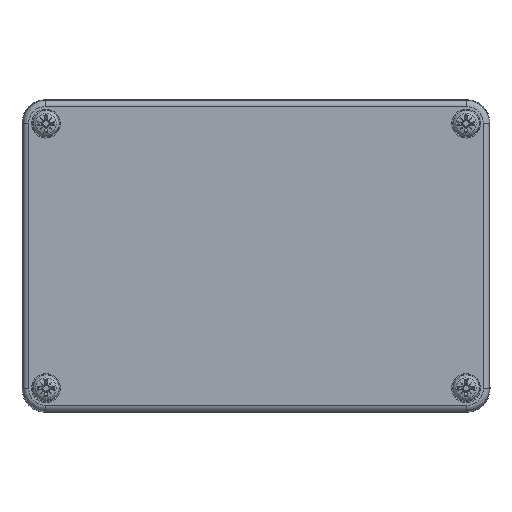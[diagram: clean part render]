
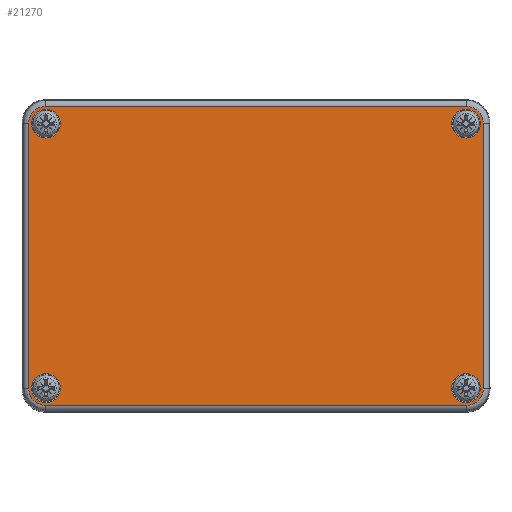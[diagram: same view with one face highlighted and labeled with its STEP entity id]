
A CAD part, top view. The second image highlights one B-rep face of the part: STEP entity #21270.
In plain terms, the highlighted planar face has unit normal (0, 0, 1).
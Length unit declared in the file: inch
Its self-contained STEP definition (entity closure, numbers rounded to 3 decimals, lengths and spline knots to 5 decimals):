
#100 = AXIS2_PLACEMENT_3D ( 'NONE', #36663, #56398, #30975 ) ;
#818 = EDGE_CURVE ( 'NONE', #27802, #29062, #16716, .T. ) ;
#1245 = DIRECTION ( 'NONE',  ( 0., -1., 0. ) ) ;
#1697 = ORIENTED_EDGE ( 'NONE', *, *, #818, .F. ) ;
#1841 = CIRCLE ( 'NONE', #69751, 0.14567 ) ;
#1946 = CARTESIAN_POINT ( 'NONE',  ( -2.13189, 1.51237, 0.59055 ) ) ;
#5360 = LINE ( 'NONE', #55705, #53792 ) ;
#5946 = EDGE_CURVE ( 'NONE', #72887, #72887, #40158, .T. ) ;
#7376 = ORIENTED_EDGE ( 'NONE', *, *, #80108, .F. ) ;
#11193 = VERTEX_POINT ( 'NONE', #30860 ) ;
#11589 = FACE_BOUND ( 'NONE', #79036, .T. ) ;
#12504 = ORIENTED_EDGE ( 'NONE', *, *, #67892, .F. ) ;
#13092 = CARTESIAN_POINT ( 'NONE',  ( 2.12598, 1.33858, 0.59055 ) ) ;
#13640 = FACE_BOUND ( 'NONE', #55566, .T. ) ;
#13655 = CARTESIAN_POINT ( 'NONE',  ( -2.13189, -1.51237, 0.59055 ) ) ;
#14555 =( BOUNDED_CURVE ( )  B_SPLINE_CURVE ( 3, ( #78125, #58099, #83858, #71143 ),
 .UNSPECIFIED., .F., .T. ) 
 B_SPLINE_CURVE_WITH_KNOTS ( ( 4, 4 ),
 ( 0., 1. ),
 .UNSPECIFIED. ) 
 CURVE ( )  GEOMETRIC_REPRESENTATION_ITEM ( )  RATIONAL_B_SPLINE_CURVE ( ( 1., 0.805, 0.805, 1. ) ) 
 REPRESENTATION_ITEM ( '' )  );
#14672 = CARTESIAN_POINT ( 'NONE',  ( -2.29977, -1.34449, 0.59055 ) ) ;
#15188 = CARTESIAN_POINT ( 'NONE',  ( -2.29977, -1.44283, 0.59055 ) ) ;
#15560 = ORIENTED_EDGE ( 'NONE', *, *, #58584, .F. ) ;
#16716 = LINE ( 'NONE', #19144, #52074 ) ;
#16785 = DIRECTION ( 'NONE',  ( 1., 0., 0. ) ) ;
#16939 = DIRECTION ( 'NONE',  ( 0., 0., 1. ) ) ;
#16987 = CARTESIAN_POINT ( 'NONE',  ( 2.29977, -1.34449, 0.59055 ) ) ;
#18134 = EDGE_CURVE ( 'NONE', #11193, #11193, #51150, .T. ) ;
#18290 = VERTEX_POINT ( 'NONE', #24672 ) ;
#19144 = CARTESIAN_POINT ( 'NONE',  ( 0., -1.51237, 0.59055 ) ) ;
#19429 = DIRECTION ( 'NONE',  ( 0., 0., 1. ) ) ;
#19689 = CARTESIAN_POINT ( 'NONE',  ( -2.29977, 0., 0.59055 ) ) ;
#19903 = CARTESIAN_POINT ( 'NONE',  ( 2.29977, 0., 0.59055 ) ) ;
#19948 = CARTESIAN_POINT ( 'NONE',  ( 2.13189, 1.51237, 0.59055 ) ) ;
#20242 = EDGE_CURVE ( 'NONE', #18290, #18290, #1841, .T. ) ;
#21270 = ADVANCED_FACE ( 'NONE', ( #13640, #77281, #65134, #11589, #61129 ), #56970, .F. ) ;
#22081 = EDGE_LOOP ( 'NONE', ( #67542 ) ) ;
#22312 = CARTESIAN_POINT ( 'NONE',  ( 2.13189, 1.51237, 0.59055 ) ) ;
#23416 = DIRECTION ( 'NONE',  ( -1., 0., 0. ) ) ;
#23740 = EDGE_CURVE ( 'NONE', #64701, #64701, #73821, .T. ) ;
#23802 = CARTESIAN_POINT ( 'NONE',  ( 2.13189, -1.51237, 0.59055 ) ) ;
#23964 = CARTESIAN_POINT ( 'NONE',  ( 2.29977, 1.34449, 0.59055 ) ) ;
#24508 = VERTEX_POINT ( 'NONE', #1946 ) ;
#24672 = CARTESIAN_POINT ( 'NONE',  ( -2.27165, -1.33858, 0.59055 ) ) ;
#25596 = DIRECTION ( 'NONE',  ( 0., 1., 0. ) ) ;
#26332 = AXIS2_PLACEMENT_3D ( 'NONE', #13092, #58231, #29665 ) ;
#27802 = VERTEX_POINT ( 'NONE', #23802 ) ;
#27892 = EDGE_LOOP ( 'NONE', ( #7376, #52125, #12504, #77736, #72037, #77219, #15560, #1697 ) ) ;
#28149 = CARTESIAN_POINT ( 'NONE',  ( -2.13189, 1.51237, 0.59055 ) ) ;
#28422 = CARTESIAN_POINT ( 'NONE',  ( 1.98031, -1.33858, 0.59055 ) ) ;
#29062 = VERTEX_POINT ( 'NONE', #13655 ) ;
#29392 = VERTEX_POINT ( 'NONE', #14672 ) ;
#29665 = DIRECTION ( 'NONE',  ( -1., 0., 0. ) ) ;
#30860 = CARTESIAN_POINT ( 'NONE',  ( -2.27165, 1.33858, 0.59055 ) ) ;
#30975 = DIRECTION ( 'NONE',  ( -1., 0., 0. ) ) ;
#32114 = DIRECTION ( 'NONE',  ( -1., 0., 0. ) ) ;
#33815 = CARTESIAN_POINT ( 'NONE',  ( -2.13189, -1.51237, 0.59055 ) ) ;
#35468 = AXIS2_PLACEMENT_3D ( 'NONE', #82699, #19429, #50442 ) ;
#35796 = DIRECTION ( 'NONE',  ( 0., 0., 1. ) ) ;
#36663 = CARTESIAN_POINT ( 'NONE',  ( 0., 0., 0.59055 ) ) ;
#40158 = CIRCLE ( 'NONE', #83144, 0.14567 ) ;
#40813 = EDGE_CURVE ( 'NONE', #24508, #74456, #5360, .T. ) ;
#45865 = EDGE_CURVE ( 'NONE', #58316, #65074, #58931, .T. ) ;
#49060 = CARTESIAN_POINT ( 'NONE',  ( -2.12598, -1.33858, 0.59055 ) ) ;
#49190 = ORIENTED_EDGE ( 'NONE', *, *, #18134, .F. ) ;
#49858 =( BOUNDED_CURVE ( )  B_SPLINE_CURVE ( 3, ( #22312, #67475, #79609, #73716 ),
 .UNSPECIFIED., .F., .T. ) 
 B_SPLINE_CURVE_WITH_KNOTS ( ( 4, 4 ),
 ( 0., 1. ),
 .UNSPECIFIED. ) 
 CURVE ( )  GEOMETRIC_REPRESENTATION_ITEM ( )  RATIONAL_B_SPLINE_CURVE ( ( 1., 0.805, 0.805, 1. ) ) 
 REPRESENTATION_ITEM ( '' )  );
#50442 = DIRECTION ( 'NONE',  ( -1., 0., 0. ) ) ;
#51150 = CIRCLE ( 'NONE', #35468, 0.14567 ) ;
#52074 = VECTOR ( 'NONE', #32114, 39.37008 ) ;
#52125 = ORIENTED_EDGE ( 'NONE', *, *, #45865, .F. ) ;
#53792 = VECTOR ( 'NONE', #16785, 39.37008 ) ;
#53864 = CARTESIAN_POINT ( 'NONE',  ( -2.29977, 1.44283, 0.59055 ) ) ;
#54123 = CARTESIAN_POINT ( 'NONE',  ( -2.23023, 1.51237, 0.59055 ) ) ;
#54631 = CARTESIAN_POINT ( 'NONE',  ( -2.29977, -1.34449, 0.59055 ) ) ;
#55471 = EDGE_LOOP ( 'NONE', ( #49190 ) ) ;
#55566 = EDGE_LOOP ( 'NONE', ( #57483 ) ) ;
#55705 = CARTESIAN_POINT ( 'NONE',  ( 0., 1.51237, 0.59055 ) ) ;
#56398 = DIRECTION ( 'NONE',  ( 0., 0., -1. ) ) ;
#56849 = CARTESIAN_POINT ( 'NONE',  ( 1.98031, 1.33858, 0.59055 ) ) ;
#56970 = PLANE ( 'NONE',  #100 ) ;
#57483 = ORIENTED_EDGE ( 'NONE', *, *, #20242, .F. ) ;
#58099 = CARTESIAN_POINT ( 'NONE',  ( 2.29977, -1.44283, 0.59055 ) ) ;
#58231 = DIRECTION ( 'NONE',  ( 0., 0., 1. ) ) ;
#58316 = VERTEX_POINT ( 'NONE', #23964 ) ;
#58584 = EDGE_CURVE ( 'NONE', #29062, #29392, #79056, .T. ) ;
#58931 = LINE ( 'NONE', #19903, #80120 ) ;
#59000 = VECTOR ( 'NONE', #25596, 39.37008 ) ;
#60703 = CARTESIAN_POINT ( 'NONE',  ( -2.29977, 1.34449, 0.59055 ) ) ;
#61129 = FACE_OUTER_BOUND ( 'NONE', #27892, .T. ) ;
#62645 = VERTEX_POINT ( 'NONE', #82189 ) ;
#64701 = VERTEX_POINT ( 'NONE', #56849 ) ;
#65074 = VERTEX_POINT ( 'NONE', #16987 ) ;
#65134 = FACE_BOUND ( 'NONE', #22081, .T. ) ;
#67353 = CARTESIAN_POINT ( 'NONE',  ( -2.23023, -1.51237, 0.59055 ) ) ;
#67384 = DIRECTION ( 'NONE',  ( -1., 0., 0. ) ) ;
#67475 = CARTESIAN_POINT ( 'NONE',  ( 2.23023, 1.51237, 0.59055 ) ) ;
#67542 = ORIENTED_EDGE ( 'NONE', *, *, #23740, .F. ) ;
#67892 = EDGE_CURVE ( 'NONE', #74456, #58316, #49858, .T. ) ;
#68822 =( BOUNDED_CURVE ( )  B_SPLINE_CURVE ( 3, ( #60703, #53864, #54123, #28149 ),
 .UNSPECIFIED., .F., .F. ) 
 B_SPLINE_CURVE_WITH_KNOTS ( ( 4, 4 ),
 ( 0., 1. ),
 .UNSPECIFIED. ) 
 CURVE ( )  GEOMETRIC_REPRESENTATION_ITEM ( )  RATIONAL_B_SPLINE_CURVE ( ( 1., 0.805, 0.805, 1. ) ) 
 REPRESENTATION_ITEM ( '' )  );
#69751 = AXIS2_PLACEMENT_3D ( 'NONE', #49060, #16939, #23416 ) ;
#70122 = LINE ( 'NONE', #19689, #59000 ) ;
#71143 = CARTESIAN_POINT ( 'NONE',  ( 2.13189, -1.51237, 0.59055 ) ) ;
#71829 = EDGE_CURVE ( 'NONE', #29392, #62645, #70122, .T. ) ;
#72037 = ORIENTED_EDGE ( 'NONE', *, *, #83803, .F. ) ;
#72887 = VERTEX_POINT ( 'NONE', #28422 ) ;
#73716 = CARTESIAN_POINT ( 'NONE',  ( 2.29977, 1.34449, 0.59055 ) ) ;
#73821 = CIRCLE ( 'NONE', #26332, 0.14567 ) ;
#74456 = VERTEX_POINT ( 'NONE', #19948 ) ;
#77219 = ORIENTED_EDGE ( 'NONE', *, *, #71829, .F. ) ;
#77281 = FACE_BOUND ( 'NONE', #55471, .T. ) ;
#77736 = ORIENTED_EDGE ( 'NONE', *, *, #40813, .F. ) ;
#78125 = CARTESIAN_POINT ( 'NONE',  ( 2.29977, -1.34449, 0.59055 ) ) ;
#79036 = EDGE_LOOP ( 'NONE', ( #80438 ) ) ;
#79056 =( BOUNDED_CURVE ( )  B_SPLINE_CURVE ( 3, ( #33815, #67353, #15188, #54631 ),
 .UNSPECIFIED., .F., .T. ) 
 B_SPLINE_CURVE_WITH_KNOTS ( ( 4, 4 ),
 ( 0., 1. ),
 .UNSPECIFIED. ) 
 CURVE ( )  GEOMETRIC_REPRESENTATION_ITEM ( )  RATIONAL_B_SPLINE_CURVE ( ( 1., 0.805, 0.805, 1. ) ) 
 REPRESENTATION_ITEM ( '' )  );
#79609 = CARTESIAN_POINT ( 'NONE',  ( 2.29977, 1.44283, 0.59055 ) ) ;
#80108 = EDGE_CURVE ( 'NONE', #65074, #27802, #14555, .T. ) ;
#80120 = VECTOR ( 'NONE', #1245, 39.37008 ) ;
#80438 = ORIENTED_EDGE ( 'NONE', *, *, #5946, .F. ) ;
#80966 = CARTESIAN_POINT ( 'NONE',  ( 2.12598, -1.33858, 0.59055 ) ) ;
#82189 = CARTESIAN_POINT ( 'NONE',  ( -2.29977, 1.34449, 0.59055 ) ) ;
#82699 = CARTESIAN_POINT ( 'NONE',  ( -2.12598, 1.33858, 0.59055 ) ) ;
#83144 = AXIS2_PLACEMENT_3D ( 'NONE', #80966, #35796, #67384 ) ;
#83803 = EDGE_CURVE ( 'NONE', #62645, #24508, #68822, .T. ) ;
#83858 = CARTESIAN_POINT ( 'NONE',  ( 2.23023, -1.51237, 0.59055 ) ) ;
